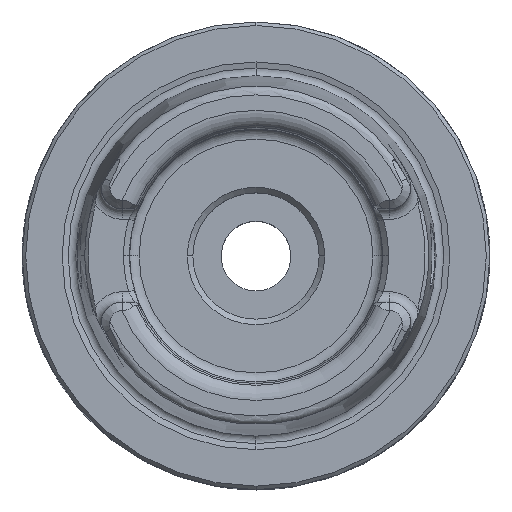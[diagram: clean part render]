
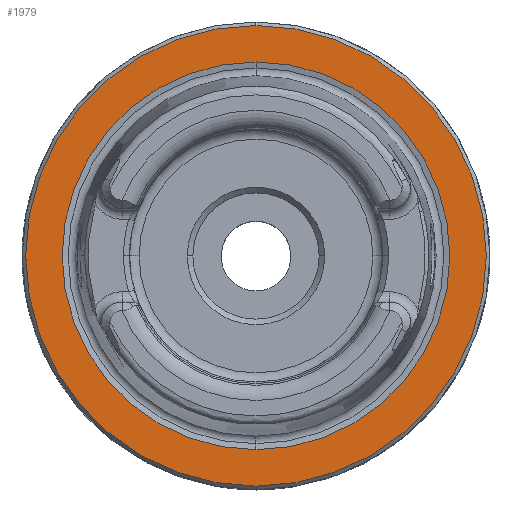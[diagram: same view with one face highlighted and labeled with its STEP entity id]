
A CAD part, top view. The second image highlights one B-rep face of the part: STEP entity #1979.
In plain terms, the highlighted planar face has unit normal (0, 0, 1).
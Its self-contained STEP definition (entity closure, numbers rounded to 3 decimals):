
#1643=VERTEX_POINT('NONE',#4649);
#1685=EDGE_CURVE('NONE',#4035,#1643,#4694,.F.);
#1979=ADVANCED_FACE('NONE',(#5016,#5017),#5018,.F.);
#2305=VERTEX_POINT('NONE',#5373);
#2337=EDGE_CURVE('NONE',#1643,#4035,#5412,.T.);
#2735=VERTEX_POINT('NONE',#5853);
#3771=EDGE_CURVE('NONE',#2735,#2305,#7004,.T.);
#4035=VERTEX_POINT('NONE',#7294);
#4279=EDGE_CURVE('NONE',#2305,#2735,#7566,.T.);
#4649=CARTESIAN_POINT('',(0.,-26.09,0.));
#4694=CIRCLE('',#8288,26.09);
#5016=FACE_OUTER_BOUND('',#9194,.T.);
#5017=FACE_BOUND('',#9195,.T.);
#5018=PLANE('',#9196);
#5373=CARTESIAN_POINT('',(0.,30.995,0.));
#5412=CIRCLE('',#10308,26.09);
#5853=CARTESIAN_POINT('',(0.0,-30.995,0.));
#7004=CIRCLE('',#14348,30.995);
#7294=CARTESIAN_POINT('',(0.0,26.09,0.));
#7566=CIRCLE('',#15966,30.995);
#8288=AXIS2_PLACEMENT_3D('',#16637,#16638,#16639);
#9194=EDGE_LOOP('',(#16991,#16992));
#9195=EDGE_LOOP('',(#16993,#16994));
#9196=AXIS2_PLACEMENT_3D('',#16995,#16996,#16997);
#10308=AXIS2_PLACEMENT_3D('',#17430,#17431,#17432);
#14348=AXIS2_PLACEMENT_3D('',#19293,#19294,#19295);
#15966=AXIS2_PLACEMENT_3D('',#19940,#19941,#19942);
#16637=CARTESIAN_POINT('',(0.0,0.,0.));
#16638=DIRECTION('',(0.0,0.0,-1.0));
#16639=DIRECTION('',(0.0,1.0,0.0));
#16991=ORIENTED_EDGE('',*,*,#3771,.T.);
#16992=ORIENTED_EDGE('',*,*,#4279,.T.);
#16993=ORIENTED_EDGE('',*,*,#1685,.F.);
#16994=ORIENTED_EDGE('',*,*,#2337,.F.);
#16995=CARTESIAN_POINT('',(0.0,-24.796,0.));
#16996=DIRECTION('',(0.0,0.0,-1.0));
#16997=DIRECTION('',(0.0,-1.0,0.0));
#17430=CARTESIAN_POINT('',(0.0,0.,0.));
#17431=DIRECTION('',(0.0,0.0,1.0));
#17432=DIRECTION('',(0.0,1.0,-0.0));
#19293=CARTESIAN_POINT('',(0.0,0.,0.));
#19294=DIRECTION('',(0.0,0.0,1.0));
#19295=DIRECTION('',(0.0,-1.0,0.0));
#19940=CARTESIAN_POINT('',(0.0,0.,0.));
#19941=DIRECTION('',(0.0,0.0,1.0));
#19942=DIRECTION('',(0.0,-1.0,0.0));
